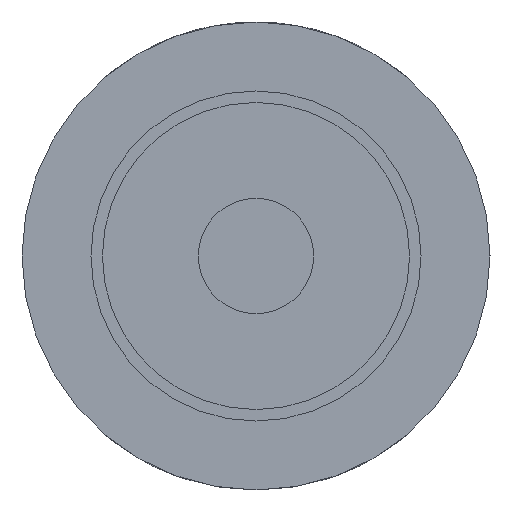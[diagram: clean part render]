
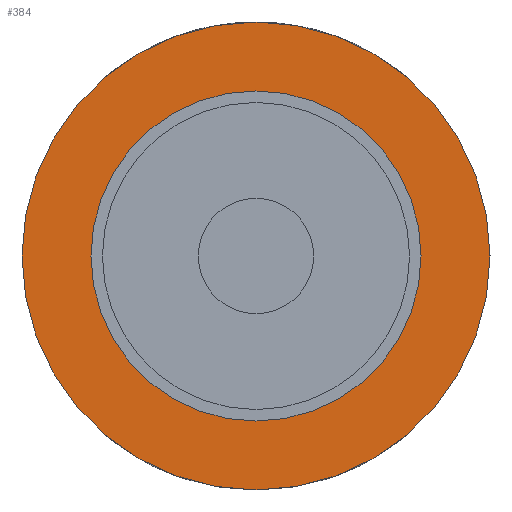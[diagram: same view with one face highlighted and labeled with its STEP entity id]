
A CAD part, left-side view. The second image highlights one B-rep face of the part: STEP entity #384.
In plain terms, the highlighted planar face has unit normal (-1, 0, 0).
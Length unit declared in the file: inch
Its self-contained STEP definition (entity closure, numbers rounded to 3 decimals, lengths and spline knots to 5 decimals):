
#28 = CARTESIAN_POINT ( 'NONE',  ( 0.8663, 0., 0. ) ) ;
#45 = EDGE_LOOP ( 'NONE', ( #353 ) ) ;
#59 = AXIS2_PLACEMENT_3D ( 'NONE', #484, #589, #581 ) ;
#61 = FACE_BOUND ( 'NONE', #45, .T. ) ;
#76 = EDGE_LOOP ( 'NONE', ( #92 ) ) ;
#83 = DIRECTION ( 'NONE',  ( 0., 0., -1. ) ) ;
#92 = ORIENTED_EDGE ( 'NONE', *, *, #315, .F. ) ;
#95 = EDGE_CURVE ( 'NONE', #368, #368, #495, .T. ) ;
#112 = CARTESIAN_POINT ( 'NONE',  ( 0.8663, 0., -0.12 ) ) ;
#125 = DIRECTION ( 'NONE',  ( 1., 0., 0. ) ) ;
#178 = DIRECTION ( 'NONE',  ( 1., 0., 0. ) ) ;
#192 = CIRCLE ( 'NONE', #359, 0.12 ) ;
#224 = DIRECTION ( 'NONE',  ( 0., 0., -1. ) ) ;
#295 = PLANE ( 'NONE',  #59 ) ;
#315 = EDGE_CURVE ( 'NONE', #521, #521, #192, .T. ) ;
#353 = ORIENTED_EDGE ( 'NONE', *, *, #95, .T. ) ;
#359 = AXIS2_PLACEMENT_3D ( 'NONE', #28, #178, #83 ) ;
#368 = VERTEX_POINT ( 'NONE', #613 ) ;
#384 = ADVANCED_FACE ( 'NONE', ( #61, #609 ), #295, .F. ) ;
#465 = AXIS2_PLACEMENT_3D ( 'NONE', #511, #125, #224 ) ;
#484 = CARTESIAN_POINT ( 'NONE',  ( 0.8663, 0., 0. ) ) ;
#495 = CIRCLE ( 'NONE', #465, 0.08465 ) ;
#511 = CARTESIAN_POINT ( 'NONE',  ( 0.8663, 0., 0. ) ) ;
#521 = VERTEX_POINT ( 'NONE', #112 ) ;
#581 = DIRECTION ( 'NONE',  ( 0., 0., -1. ) ) ;
#589 = DIRECTION ( 'NONE',  ( 1., 0., 0. ) ) ;
#609 = FACE_OUTER_BOUND ( 'NONE', #76, .T. ) ;
#613 = CARTESIAN_POINT ( 'NONE',  ( 0.8663, 0., -0.08465 ) ) ;
